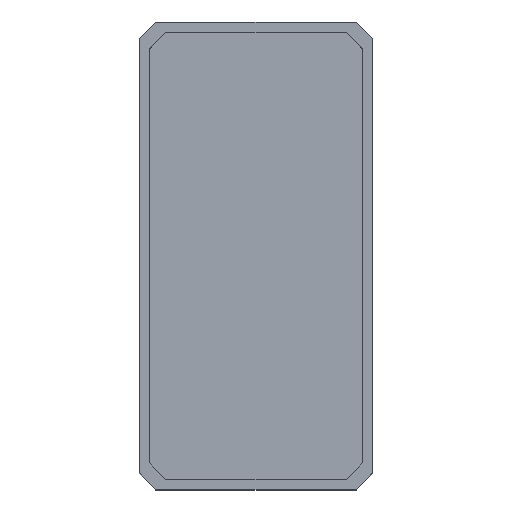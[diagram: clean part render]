
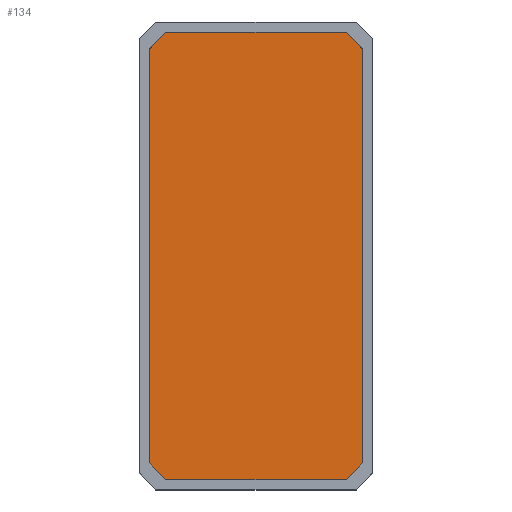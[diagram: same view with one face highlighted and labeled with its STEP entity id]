
A CAD part, top view. The second image highlights one B-rep face of the part: STEP entity #134.
In plain terms, the highlighted planar face has unit normal (0, 0, 1).
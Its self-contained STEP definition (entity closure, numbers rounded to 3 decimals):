
#134=ADVANCED_FACE('',(#1006),#1008,.T.);
#1006=FACE_BOUND('',#1007,.T.);
#1007=EDGE_LOOP('',(#1689,#1690,#1691,#1692,#1693,#1694,#1695,#1696));
#1008=PLANE('',#1009);
#1009=AXIS2_PLACEMENT_3D('',#1010,#1011,#1012);
#1010=CARTESIAN_POINT('',(0.,0.,3.));
#1011=DIRECTION('',(0.,0.,1.));
#1012=DIRECTION('',(-1.,0.,0.));
#1689=ORIENTED_EDGE('',*,*,#2132,.F.);
#1690=ORIENTED_EDGE('',*,*,#2133,.T.);
#1691=ORIENTED_EDGE('',*,*,#2134,.F.);
#1692=ORIENTED_EDGE('',*,*,#2135,.T.);
#1693=ORIENTED_EDGE('',*,*,#2115,.F.);
#1694=ORIENTED_EDGE('',*,*,#2100,.T.);
#1695=ORIENTED_EDGE('',*,*,#2131,.F.);
#1696=ORIENTED_EDGE('',*,*,#2136,.T.);
#2100=EDGE_CURVE('',#2325,#2330,#2332,.T.);
#2115=EDGE_CURVE('',#2325,#2357,#2361,.F.);
#2131=EDGE_CURVE('',#2389,#2330,#2391,.F.);
#2132=EDGE_CURVE('',#2392,#2393,#2394,.F.);
#2133=EDGE_CURVE('',#2392,#2395,#2396,.T.);
#2134=EDGE_CURVE('',#2397,#2395,#2398,.F.);
#2135=EDGE_CURVE('',#2397,#2357,#2399,.T.);
#2136=EDGE_CURVE('',#2389,#2393,#2400,.T.);
#2325=VERTEX_POINT('',#2705);
#2330=VERTEX_POINT('',#2714);
#2332=LINE('',#2718,#2719);
#2357=VERTEX_POINT('',#2777);
#2361=LINE('',#2785,#2786);
#2389=VERTEX_POINT('',#2843);
#2391=LINE('',#2847,#2848);
#2392=VERTEX_POINT('',#2850);
#2393=VERTEX_POINT('',#2851);
#2394=LINE('',#2852,#2853);
#2395=VERTEX_POINT('',#2855);
#2396=LINE('',#2856,#2857);
#2397=VERTEX_POINT('',#2859);
#2398=LINE('',#2860,#2861);
#2399=LINE('',#2863,#2864);
#2400=LINE('',#2866,#2867);
#2705=CARTESIAN_POINT('',(27.,67.,3.));
#2714=CARTESIAN_POINT('',(-27.,67.,3.));
#2718=CARTESIAN_POINT('',(27.,67.,3.));
#2719=VECTOR('',#2720,1.);
#2720=DIRECTION('',(-1.,0.,0.));
#2777=CARTESIAN_POINT('',(32.,62.,3.));
#2785=CARTESIAN_POINT('',(32.,62.,3.));
#2786=VECTOR('',#2787,1.);
#2787=DIRECTION('',(-0.707,0.707,0.));
#2843=CARTESIAN_POINT('',(-32.,62.,3.));
#2847=CARTESIAN_POINT('',(-27.,67.,3.));
#2848=VECTOR('',#2849,1.);
#2849=DIRECTION('',(-0.707,-0.707,0.));
#2850=CARTESIAN_POINT('',(-27.,-67.,3.));
#2851=CARTESIAN_POINT('',(-32.,-62.,3.));
#2852=CARTESIAN_POINT('',(-32.,-62.,3.));
#2853=VECTOR('',#2854,1.);
#2854=DIRECTION('',(0.707,-0.707,0.));
#2855=CARTESIAN_POINT('',(27.,-67.,3.));
#2856=CARTESIAN_POINT('',(-27.,-67.,3.));
#2857=VECTOR('',#2858,1.);
#2858=DIRECTION('',(1.,0.,0.));
#2859=CARTESIAN_POINT('',(32.,-62.,3.));
#2860=CARTESIAN_POINT('',(27.,-67.,3.));
#2861=VECTOR('',#2862,1.);
#2862=DIRECTION('',(0.707,0.707,0.));
#2863=CARTESIAN_POINT('',(32.,-62.,3.));
#2864=VECTOR('',#2865,1.);
#2865=DIRECTION('',(0.,1.,0.));
#2866=CARTESIAN_POINT('',(-32.,62.,3.));
#2867=VECTOR('',#2868,1.);
#2868=DIRECTION('',(0.,-1.,0.));
